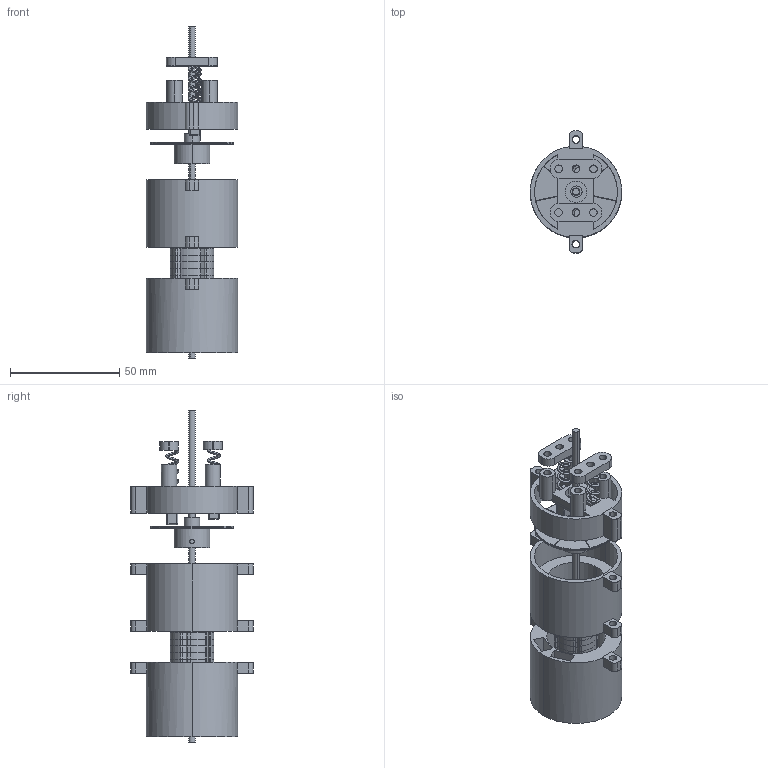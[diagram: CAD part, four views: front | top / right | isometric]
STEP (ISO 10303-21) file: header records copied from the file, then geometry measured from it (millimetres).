
FILE_DESCRIPTION (( 'STEP AP203' ), '1' );
FILE_NAME ('pitch_motor_flashlight_attached_model.STEP', '2018-04-06T23:56:23', ( '' ), ( '' ), 'SwSTEP 2.0', 'SolidWorks 2017', '' );
FILE_SCHEMA (( 'CONFIG_CONTROL_DESIGN' ));
Length unit declared in the file: millimetre
Products named in the file (10): pitch_StatorShell_v4_Top_Flashlight_attachment; pitch_motor_flashlight_attached_model; pitch_commutator_attachment1; pitch_StatorShell_v5; pitch_shaft; pitch_pressurecap-front; pitch_RotorCore; carbonbrush_50mmx50mmx300mm; pitch_stator_front_attachment_flashlight; diskCommutator
Assembly tree (11 placements, depth 2):
  pitch_motor_flashlight_attached_model
    pitch_RotorCore
    pitch_shaft
    pitch_StatorShell_v5
    pitch_commutator_attachment1
    pitch_stator_front_attachment_flashlight
    pitch_pressurecap-front  x2
    diskCommutator
    carbonbrush_50mmx50mmx300mm  x2
    pitch_StatorShell_v4_Top_Flashlight_attachment
Bounding box: 42 x 56 x 152.24 mm (x, y, z)
Volume: 60347.9 mm3; surface area: 51115.8 mm2
Topology: 34 solids, 34 shells, 1058 faces, 2900 edges, 1906 vertices
Faces by surface type: cylinder 800, plane 238, sphere 16, bspline 4
Entity records: 35951 total; most frequent: CARTESIAN_POINT 7393, DIRECTION 6411, ORIENTED_EDGE 5566, EDGE_CURVE 2783, AXIS2_PLACEMENT_3D 2613, VERTEX_POINT 1847, CIRCLE 1589, LINE 1185
